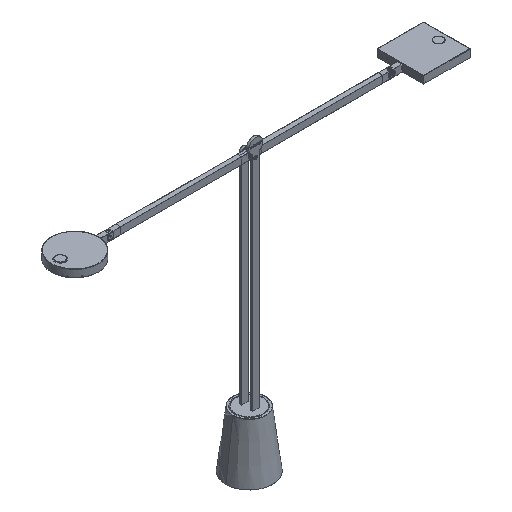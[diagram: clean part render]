
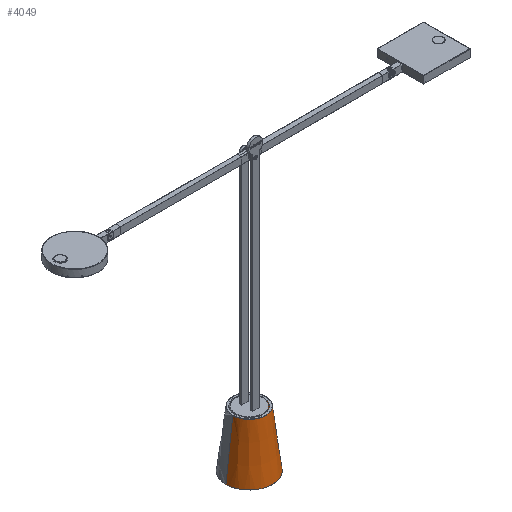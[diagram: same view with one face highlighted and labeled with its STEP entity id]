
A CAD part, isometric view. The second image highlights one B-rep face of the part: STEP entity #4049.
In plain terms, the highlighted free-form (B-spline) face has degree [3, 2] with [4, 5] control points.
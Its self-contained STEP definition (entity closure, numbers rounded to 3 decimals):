
#272=(
BOUNDED_SURFACE()
B_SPLINE_SURFACE(3,2,((#39568,#39569,#39570,#39571,#39572),(#39573,#39574,
#39575,#39576,#39577),(#39578,#39579,#39580,#39581,#39582),(#39583,#39584,
#39585,#39586,#39587)),.UNSPECIFIED.,.F.,.F.,.F.)
B_SPLINE_SURFACE_WITH_KNOTS((4,4),(3,2,3),(0.,11.062),(-157.08,
-78.54,0.),.UNSPECIFIED.)
GEOMETRIC_REPRESENTATION_ITEM()
RATIONAL_B_SPLINE_SURFACE(((1.,0.707,1.,0.707,1.),
(1.,0.707,1.,0.707,1.),(1.,0.707,1.,
0.707,1.),(1.,0.707,1.,0.707,1.)))
REPRESENTATION_ITEM('')
SURFACE()
);
#4049=ADVANCED_FACE('',(#5145),#272,.T.);
#5145=FACE_OUTER_BOUND('',#6189,.T.);
#6189=EDGE_LOOP('',(#9026,#9027,#9028,#9029));
#9026=ORIENTED_EDGE('',*,*,#13523,.T.);
#9027=ORIENTED_EDGE('',*,*,#13524,.T.);
#9028=ORIENTED_EDGE('',*,*,#13525,.T.);
#9029=ORIENTED_EDGE('',*,*,#13526,.T.);
#13523=EDGE_CURVE('',#22517,#22518,#16898,.T.);
#13524=EDGE_CURVE('',#22518,#22519,#16899,.T.);
#13525=EDGE_CURVE('',#22519,#22520,#16900,.T.);
#13526=EDGE_CURVE('',#22520,#22517,#16901,.T.);
#16898=(
BOUNDED_CURVE()
B_SPLINE_CURVE(3,(#39592,#39593,#39594,#39595),.UNSPECIFIED.,.F.,.F.)
B_SPLINE_CURVE_WITH_KNOTS((4,4),(0.,11.062),.UNSPECIFIED.)
CURVE()
GEOMETRIC_REPRESENTATION_ITEM()
RATIONAL_B_SPLINE_CURVE((1.,1.,1.,1.))
REPRESENTATION_ITEM('')
);
#16899=(
BOUNDED_CURVE()
B_SPLINE_CURVE(2,(#39596,#39597,#39598,#39599,#39600),.UNSPECIFIED.,.F.,
 .F.)
B_SPLINE_CURVE_WITH_KNOTS((3,2,3),(-157.08,-78.54,0.),
 .UNSPECIFIED.)
CURVE()
GEOMETRIC_REPRESENTATION_ITEM()
RATIONAL_B_SPLINE_CURVE((1.,0.707,1.,0.707,1.))
REPRESENTATION_ITEM('')
);
#16900=(
BOUNDED_CURVE()
B_SPLINE_CURVE(3,(#39601,#39602,#39603,#39604),.UNSPECIFIED.,.F.,.F.)
B_SPLINE_CURVE_WITH_KNOTS((4,4),(-11.062,0.),.UNSPECIFIED.)
CURVE()
GEOMETRIC_REPRESENTATION_ITEM()
RATIONAL_B_SPLINE_CURVE((1.,1.,1.,1.))
REPRESENTATION_ITEM('')
);
#16901=(
BOUNDED_CURVE()
B_SPLINE_CURVE(2,(#39605,#39606,#39607,#39608,#39609),.UNSPECIFIED.,.F.,
 .F.)
B_SPLINE_CURVE_WITH_KNOTS((3,2,3),(0.,78.54,157.08),
 .UNSPECIFIED.)
CURVE()
GEOMETRIC_REPRESENTATION_ITEM()
RATIONAL_B_SPLINE_CURVE((1.,0.707,1.,0.707,1.))
REPRESENTATION_ITEM('')
);
#22517=VERTEX_POINT('',#39588);
#22518=VERTEX_POINT('',#39589);
#22519=VERTEX_POINT('',#39590);
#22520=VERTEX_POINT('',#39591);
#39568=CARTESIAN_POINT('',(-35.197,0.,120.561));
#39569=CARTESIAN_POINT('',(-35.197,-35.197,120.561));
#39570=CARTESIAN_POINT('',(0.,-35.197,120.561));
#39571=CARTESIAN_POINT('',(35.197,-35.197,120.561));
#39572=CARTESIAN_POINT('',(35.197,0.,120.561));
#39573=CARTESIAN_POINT('',(-40.131,0.,80.374));
#39574=CARTESIAN_POINT('',(-40.131,-40.131,80.374));
#39575=CARTESIAN_POINT('',(0.,-40.131,80.374));
#39576=CARTESIAN_POINT('',(40.131,-40.131,80.374));
#39577=CARTESIAN_POINT('',(40.131,0.,80.374));
#39578=CARTESIAN_POINT('',(-45.066,0.,40.187));
#39579=CARTESIAN_POINT('',(-45.066,-45.066,40.187));
#39580=CARTESIAN_POINT('',(0.,-45.066,40.187));
#39581=CARTESIAN_POINT('',(45.066,-45.066,40.187));
#39582=CARTESIAN_POINT('',(45.066,0.,40.187));
#39583=CARTESIAN_POINT('',(-50.,0.,0.));
#39584=CARTESIAN_POINT('',(-50.,-50.,0.));
#39585=CARTESIAN_POINT('',(0.,-50.,0.));
#39586=CARTESIAN_POINT('',(50.,-50.,0.));
#39587=CARTESIAN_POINT('',(50.,0.,0.));
#39588=CARTESIAN_POINT('',(-35.197,0.,120.561));
#39589=CARTESIAN_POINT('',(-50.,0.,0.));
#39590=CARTESIAN_POINT('',(50.,0.,0.));
#39591=CARTESIAN_POINT('',(35.197,0.,120.561));
#39592=CARTESIAN_POINT('',(-35.197,0.,120.561));
#39593=CARTESIAN_POINT('',(-40.131,0.,80.374));
#39594=CARTESIAN_POINT('',(-45.066,0.,40.187));
#39595=CARTESIAN_POINT('',(-50.,0.,0.));
#39596=CARTESIAN_POINT('',(-50.,0.,0.));
#39597=CARTESIAN_POINT('',(-50.,-50.,0.));
#39598=CARTESIAN_POINT('',(0.,-50.,0.));
#39599=CARTESIAN_POINT('',(50.,-50.,0.));
#39600=CARTESIAN_POINT('',(50.,0.,0.));
#39601=CARTESIAN_POINT('',(50.,0.,0.));
#39602=CARTESIAN_POINT('',(45.066,0.,40.187));
#39603=CARTESIAN_POINT('',(40.131,0.,80.374));
#39604=CARTESIAN_POINT('',(35.197,0.,120.561));
#39605=CARTESIAN_POINT('',(35.197,0.,120.561));
#39606=CARTESIAN_POINT('',(35.197,-35.197,120.561));
#39607=CARTESIAN_POINT('',(0.,-35.197,120.561));
#39608=CARTESIAN_POINT('',(-35.197,-35.197,120.561));
#39609=CARTESIAN_POINT('',(-35.197,0.,120.561));
